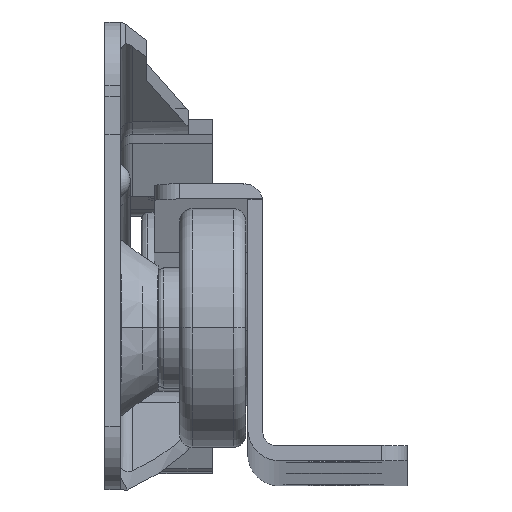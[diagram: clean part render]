
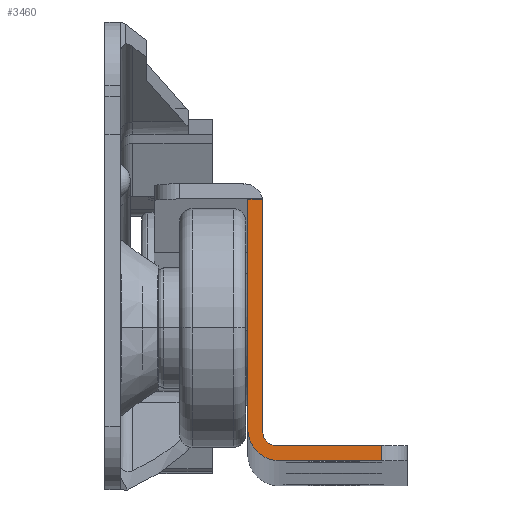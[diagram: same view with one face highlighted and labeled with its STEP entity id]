
A CAD part, top view. The second image highlights one B-rep face of the part: STEP entity #3460.
In plain terms, the highlighted planar face has unit normal (0, 0.002, 1).
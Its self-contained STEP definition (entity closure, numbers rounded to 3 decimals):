
#58 = DIRECTION ( 'NONE',  ( 0., 1., 0. ) ) ;
#79 = CARTESIAN_POINT ( 'NONE',  ( 1., 0., 0. ) ) ;
#362 = EDGE_CURVE ( 'NONE', #4504, #10590, #3158, .T. ) ;
#1289 = CARTESIAN_POINT ( 'NONE',  ( -1.2, 19.497, 0. ) ) ;
#1690 = VECTOR ( 'NONE', #8479, 1000. ) ;
#1754 = EDGE_CURVE ( 'NONE', #11780, #9798, #7143, .T. ) ;
#1766 = CARTESIAN_POINT ( 'NONE',  ( -0.03, 19.497, 0. ) ) ;
#1802 = ORIENTED_EDGE ( 'NONE', *, *, #4610, .F. ) ;
#1809 = CARTESIAN_POINT ( 'NONE',  ( -0.03, 19.497, 0. ) ) ;
#1842 = CARTESIAN_POINT ( 'NONE',  ( -1.2, -1.2, 0. ) ) ;
#2400 = ORIENTED_EDGE ( 'NONE', *, *, #4157, .T. ) ;
#2404 = ORIENTED_EDGE ( 'NONE', *, *, #5079, .T. ) ;
#2501 = CARTESIAN_POINT ( 'NONE',  ( 11.4, 0., 0. ) ) ;
#2681 = DIRECTION ( 'NONE',  ( -1., 0., 0. ) ) ;
#2706 = CARTESIAN_POINT ( 'NONE',  ( 0., 1., 0. ) ) ;
#2713 = LINE ( 'NONE', #9242, #11630 ) ;
#2857 = AXIS2_PLACEMENT_3D ( 'NONE', #10876, #4172, #6955 ) ;
#3047 = DIRECTION ( 'NONE',  ( 0., 0., -1. ) ) ;
#3088 = VECTOR ( 'NONE', #2681, 1000. ) ;
#3158 =( BOUNDED_CURVE ( )  B_SPLINE_CURVE ( 3, ( #5612, #5497, #3749, #1766 ),
 .UNSPECIFIED., .F., .T. ) 
 B_SPLINE_CURVE_WITH_KNOTS ( ( 4, 4 ),
 ( 1.571, 1.772 ),
 .UNSPECIFIED. ) 
 CURVE ( )  GEOMETRIC_REPRESENTATION_ITEM ( )  RATIONAL_B_SPLINE_CURVE ( ( 1., 0.997, 0.997, 1. ) ) 
 REPRESENTATION_ITEM ( '' )  );
#3207 = ORIENTED_EDGE ( 'NONE', *, *, #1754, .T. ) ;
#3460 = ADVANCED_FACE ( 'NONE', ( #11452 ), #11760, .T. ) ;
#3749 = CARTESIAN_POINT ( 'NONE',  ( -0.01, 19.398, 0. ) ) ;
#3981 = LINE ( 'NONE', #6706, #4199 ) ;
#4157 = EDGE_CURVE ( 'NONE', #11878, #6143, #5807, .T. ) ;
#4172 = DIRECTION ( 'NONE',  ( 0., 0., 1. ) ) ;
#4199 = VECTOR ( 'NONE', #58, 1000. ) ;
#4214 = EDGE_CURVE ( 'NONE', #5285, #11878, #4874, .T. ) ;
#4362 = ORIENTED_EDGE ( 'NONE', *, *, #362, .T. ) ;
#4504 = VERTEX_POINT ( 'NONE', #5330 ) ;
#4610 = EDGE_CURVE ( 'NONE', #9958, #10590, #10327, .T. ) ;
#4874 = CIRCLE ( 'NONE', #8218, 2.5 ) ;
#4970 = CARTESIAN_POINT ( 'NONE',  ( -1.2, 1.3, 0. ) ) ;
#5079 = EDGE_CURVE ( 'NONE', #9958, #5285, #2713, .T. ) ;
#5195 = CARTESIAN_POINT ( 'NONE',  ( 9.4, -1.2, 0. ) ) ;
#5285 = VERTEX_POINT ( 'NONE', #4970 ) ;
#5330 = CARTESIAN_POINT ( 'NONE',  ( 0., 19.197, 0. ) ) ;
#5497 = CARTESIAN_POINT ( 'NONE',  ( 0., 19.298, 0. ) ) ;
#5612 = CARTESIAN_POINT ( 'NONE',  ( 0., 19.197, 0. ) ) ;
#5668 = CARTESIAN_POINT ( 'NONE',  ( 1.3, -1.2, 0. ) ) ;
#5807 = LINE ( 'NONE', #1842, #1690 ) ;
#5875 = ORIENTED_EDGE ( 'NONE', *, *, #9384, .T. ) ;
#6143 = VERTEX_POINT ( 'NONE', #5195 ) ;
#6166 = AXIS2_PLACEMENT_3D ( 'NONE', #10700, #3047, #6397 ) ;
#6253 = VECTOR ( 'NONE', #8412, 1000. ) ;
#6298 = LINE ( 'NONE', #2501, #3088 ) ;
#6397 = DIRECTION ( 'NONE',  ( 1., 0., 0. ) ) ;
#6515 = DIRECTION ( 'NONE',  ( 0., -1., 0. ) ) ;
#6683 = CARTESIAN_POINT ( 'NONE',  ( 0., 19.497, 0. ) ) ;
#6706 = CARTESIAN_POINT ( 'NONE',  ( 9.4, 0., 0. ) ) ;
#6746 = VERTEX_POINT ( 'NONE', #10560 ) ;
#6955 = DIRECTION ( 'NONE',  ( 1., 0., 0. ) ) ;
#7042 = LINE ( 'NONE', #11716, #12030 ) ;
#7143 = CIRCLE ( 'NONE', #6166, 1. ) ;
#7204 = ORIENTED_EDGE ( 'NONE', *, *, #11585, .T. ) ;
#7908 = DIRECTION ( 'NONE',  ( 0., 1., 0. ) ) ;
#8072 = DIRECTION ( 'NONE',  ( 0., 0., 1. ) ) ;
#8218 = AXIS2_PLACEMENT_3D ( 'NONE', #9126, #8072, #11869 ) ;
#8306 = EDGE_LOOP ( 'NONE', ( #2400, #5875, #9918, #3207, #7204, #4362, #1802, #2404, #10942 ) ) ;
#8412 = DIRECTION ( 'NONE',  ( 1., 0., 0. ) ) ;
#8479 = DIRECTION ( 'NONE',  ( 1., 0., 0. ) ) ;
#9126 = CARTESIAN_POINT ( 'NONE',  ( 1.3, 1.3, 0. ) ) ;
#9242 = CARTESIAN_POINT ( 'NONE',  ( -1.2, -1.2, 0. ) ) ;
#9384 = EDGE_CURVE ( 'NONE', #6143, #6746, #3981, .T. ) ;
#9798 = VERTEX_POINT ( 'NONE', #2706 ) ;
#9918 = ORIENTED_EDGE ( 'NONE', *, *, #11653, .T. ) ;
#9958 = VERTEX_POINT ( 'NONE', #1289 ) ;
#10327 = LINE ( 'NONE', #6683, #6253 ) ;
#10560 = CARTESIAN_POINT ( 'NONE',  ( 9.4, 0., 0. ) ) ;
#10590 = VERTEX_POINT ( 'NONE', #1809 ) ;
#10700 = CARTESIAN_POINT ( 'NONE',  ( 1., 1., 0. ) ) ;
#10876 = CARTESIAN_POINT ( 'NONE',  ( 0., 0., 0. ) ) ;
#10942 = ORIENTED_EDGE ( 'NONE', *, *, #4214, .T. ) ;
#11452 = FACE_OUTER_BOUND ( 'NONE', #8306, .T. ) ;
#11585 = EDGE_CURVE ( 'NONE', #9798, #4504, #7042, .T. ) ;
#11630 = VECTOR ( 'NONE', #6515, 1000. ) ;
#11653 = EDGE_CURVE ( 'NONE', #6746, #11780, #6298, .T. ) ;
#11716 = CARTESIAN_POINT ( 'NONE',  ( 0., 20.7, 0. ) ) ;
#11760 = PLANE ( 'NONE',  #2857 ) ;
#11780 = VERTEX_POINT ( 'NONE', #79 ) ;
#11869 = DIRECTION ( 'NONE',  ( 1., 0., 0. ) ) ;
#11878 = VERTEX_POINT ( 'NONE', #5668 ) ;
#12030 = VECTOR ( 'NONE', #7908, 1000. ) ;
